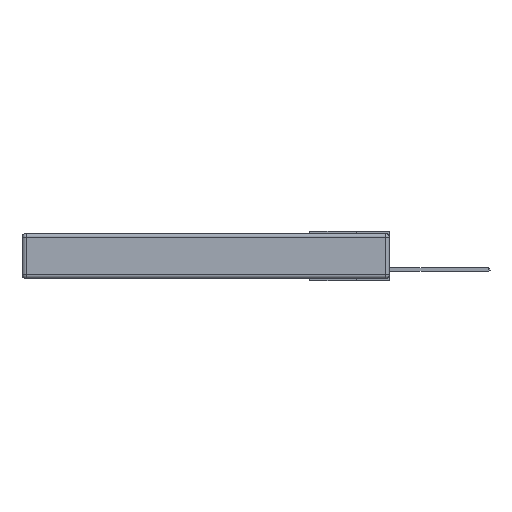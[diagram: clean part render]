
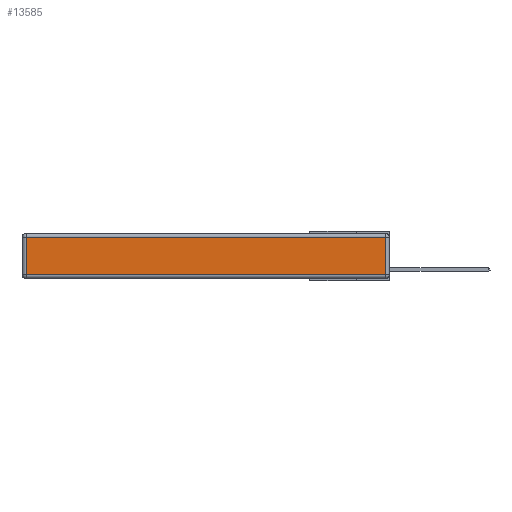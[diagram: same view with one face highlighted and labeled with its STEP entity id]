
A CAD part, left-side view. The second image highlights one B-rep face of the part: STEP entity #13585.
In plain terms, the highlighted planar face has unit normal (-1, 0, 0).
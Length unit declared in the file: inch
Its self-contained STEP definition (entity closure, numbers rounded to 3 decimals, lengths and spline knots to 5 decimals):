
#262 = CARTESIAN_POINT ( 'NONE',  ( 0., 2.72, -0.313 ) ) ;
#3578 = DIRECTION ( 'NONE',  ( 0., 1., 0. ) ) ;
#3677 = CARTESIAN_POINT ( 'NONE',  ( 0., 2.75, -0.03 ) ) ;
#3727 = VERTEX_POINT ( 'NONE', #10823 ) ;
#4038 = VERTEX_POINT ( 'NONE', #18730 ) ;
#4565 = CARTESIAN_POINT ( 'NONE',  ( 0., 0., -0.343 ) ) ;
#5004 = DIRECTION ( 'NONE',  ( 0., -1., 0. ) ) ;
#5847 = DIRECTION ( 'NONE',  ( 0., 0., -1. ) ) ;
#6164 = VECTOR ( 'NONE', #3578, 39.37008 ) ;
#6873 = CARTESIAN_POINT ( 'NONE',  ( 0., 0.03, -0.343 ) ) ;
#7153 = DIRECTION ( 'NONE',  ( 0., 0., 1. ) ) ;
#7531 = ORIENTED_EDGE ( 'NONE', *, *, #13655, .T. ) ;
#9182 = EDGE_LOOP ( 'NONE', ( #7531, #19653, #18491, #23116 ) ) ;
#9301 = VERTEX_POINT ( 'NONE', #262 ) ;
#9450 = VERTEX_POINT ( 'NONE', #26246 ) ;
#10205 = VECTOR ( 'NONE', #7153, 39.37008 ) ;
#10236 = EDGE_CURVE ( 'NONE', #4038, #9301, #12018, .T. ) ;
#10823 = CARTESIAN_POINT ( 'NONE',  ( 0., 0.03, -0.03 ) ) ;
#12018 = LINE ( 'NONE', #16461, #19948 ) ;
#13037 = DIRECTION ( 'NONE',  ( -1., 0., 0. ) ) ;
#13308 = DIRECTION ( 'NONE',  ( 0., 0., 1. ) ) ;
#13585 = ADVANCED_FACE ( 'NONE', ( #19785 ), #17209, .T. ) ;
#13655 = EDGE_CURVE ( 'NONE', #9301, #9450, #24766, .T. ) ;
#14693 = LINE ( 'NONE', #3677, #6164 ) ;
#16461 = CARTESIAN_POINT ( 'NONE',  ( 0., 2.72, -0.343 ) ) ;
#17209 = PLANE ( 'NONE',  #17461 ) ;
#17461 = AXIS2_PLACEMENT_3D ( 'NONE', #4565, #13037, #13308 ) ;
#18491 = ORIENTED_EDGE ( 'NONE', *, *, #19490, .T. ) ;
#18730 = CARTESIAN_POINT ( 'NONE',  ( 0., 2.72, -0.03 ) ) ;
#19490 = EDGE_CURVE ( 'NONE', #3727, #4038, #14693, .T. ) ;
#19653 = ORIENTED_EDGE ( 'NONE', *, *, #23226, .T. ) ;
#19785 = FACE_OUTER_BOUND ( 'NONE', #9182, .T. ) ;
#19948 = VECTOR ( 'NONE', #5847, 39.37008 ) ;
#19984 = CARTESIAN_POINT ( 'NONE',  ( 0., 0., -0.313 ) ) ;
#22082 = LINE ( 'NONE', #6873, #10205 ) ;
#23116 = ORIENTED_EDGE ( 'NONE', *, *, #10236, .T. ) ;
#23226 = EDGE_CURVE ( 'NONE', #9450, #3727, #22082, .T. ) ;
#24766 = LINE ( 'NONE', #19984, #26030 ) ;
#26030 = VECTOR ( 'NONE', #5004, 39.37008 ) ;
#26246 = CARTESIAN_POINT ( 'NONE',  ( 0., 0.03, -0.313 ) ) ;
